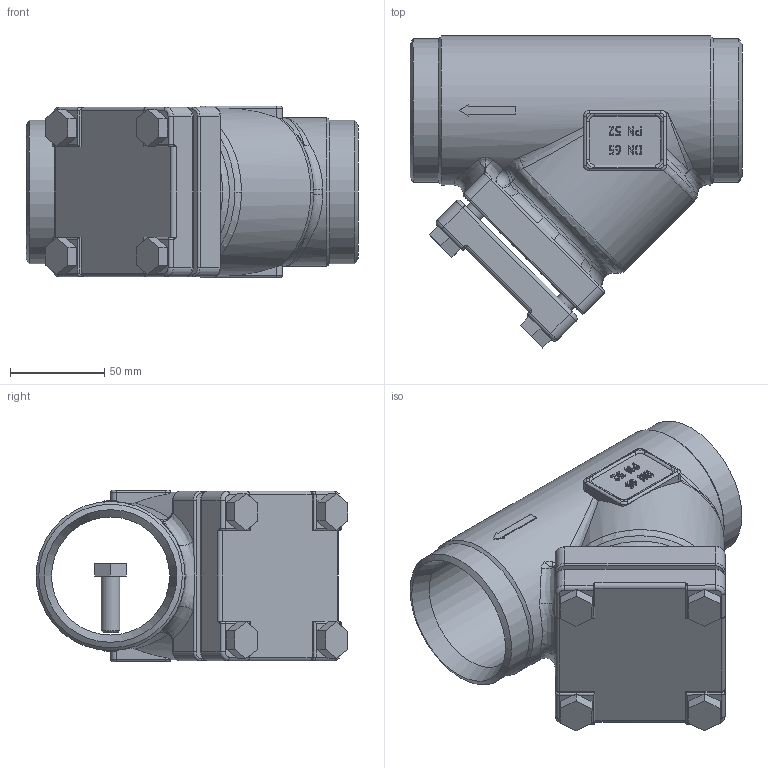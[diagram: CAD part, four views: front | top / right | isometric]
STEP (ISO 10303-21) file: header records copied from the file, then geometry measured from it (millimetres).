
FILE_DESCRIPTION(('TFLEX Exchange Step'),'2;1');
FILE_NAME('148B5065R.stp', '2024-09-04T14:18:52+03:00',('RUCO2978'),('Unknown organisation'),'TFLEX Exchange 2022.1','T-FLEX CAD','Unknown authorisation');
FILE_SCHEMA( ('AP242_MANAGED_MODEL_BASED_3D_ENGINEERING_MIM_LF {1 0 10303 442 1 1 4 }') );
Length unit declared in the file: millimetre
Products named in the file (3): Болт 1; Крышка CHV 65; Корпус 65 D STR
Assembly tree (5 placements, depth 3):
  Корпус 65 D STR
    Крышка CHV 65
      Болт 1  x4
Bounding box: 176 x 165.35 x 91 mm (x, y, z)
Volume: 625594.8 mm3; surface area: 151914.7 mm2
Topology: 12 solids, 12 shells, 597 faces, 1555 edges, 986 vertices
Faces by surface type: plane 249, bspline 156, cylinder 108, torus 57, cone 20, sphere 7
Full cylindrical faces by diameter (mm): 10 x5, 12 x8, 62.6 x1, 75 x1, 76.1 x2, 79 x1
Entity records: 26720 total; most frequent: CARTESIAN_POINT 13767, ORIENTED_EDGE 2872, DIRECTION 2306, EDGE_CURVE 1436, VERTEX_POINT 914, AXIS2_PLACEMENT_3D 792, VECTOR 722, LINE 722
